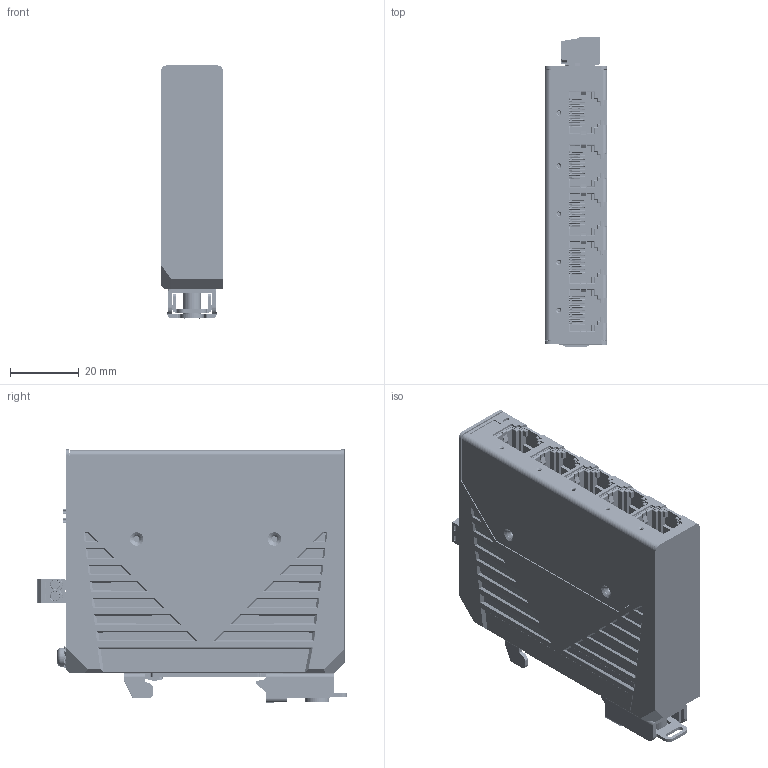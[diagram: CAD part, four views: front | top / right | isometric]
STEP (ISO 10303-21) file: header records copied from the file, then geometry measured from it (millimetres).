
FILE_DESCRIPTION((''),'2;1');
FILE_NAME('3D_EDS-G2005-EL','2023-01-09T16:01:01',('Dacia_Yao'),('PTC'),'CREO PARAMETRIC BY PTC INC, 2018020','CREO PARAMETRIC BY PTC INC, 2018020','');
FILE_SCHEMA(('AUTOMOTIVE_DESIGN { 1 0 10303 214 1 1 1 1 }'));
Products named in the file (1): 3D_EDS-G2005-EL
Bounding box: 18 x 90.2 x 73.49 mm (x, y, z)
Volume: 12163.2 mm3; surface area: 61596.5 mm2
Topology: 7 solids, 15 shells, 8351 faces, 24412 edges, 15653 vertices
Faces by surface type: plane 5710, cylinder 2126, torus 182, sphere 168, cone 120, bspline 37, extrusion 8
Entity records: 284706 total; most frequent: CARTESIAN_POINT 57915, ORIENTED_EDGE 48365, DIRECTION 43804, EDGE_CURVE 24246, VECTOR 18418, LINE 18410, VERTEX_POINT 15653, AXIS2_PLACEMENT_3D 12693
